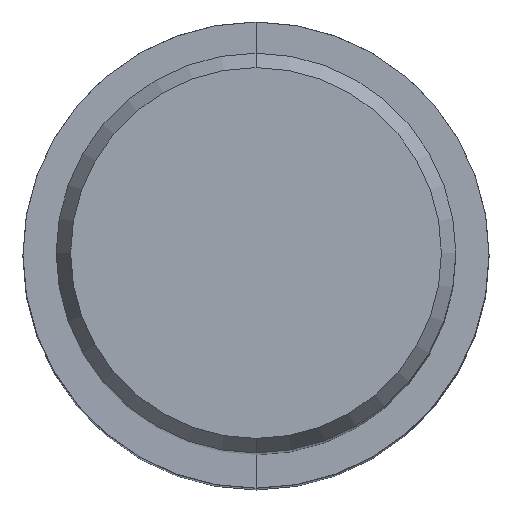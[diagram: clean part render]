
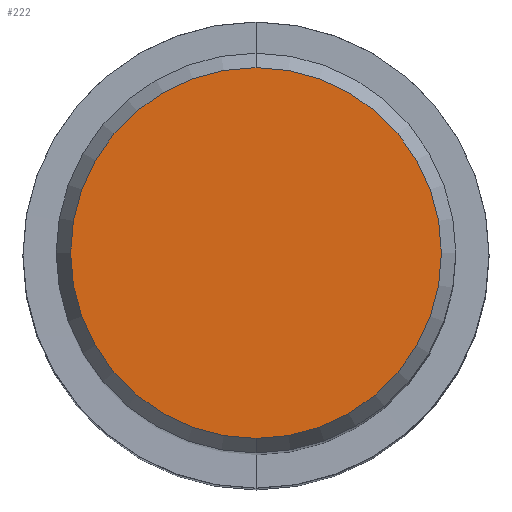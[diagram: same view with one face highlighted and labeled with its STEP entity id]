
A CAD part, top view. The second image highlights one B-rep face of the part: STEP entity #222.
In plain terms, the highlighted planar face has unit normal (0, 0, 1).
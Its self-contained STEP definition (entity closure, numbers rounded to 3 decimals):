
#120=EDGE_CURVE('',#124,#214,#297,.T.);
#124=VERTEX_POINT('',#302);
#180=EDGE_CURVE('',#214,#124,#368,.T.);
#214=VERTEX_POINT('',#403);
#222=ADVANCED_FACE('',(#411),#412,.T.);
#297=CIRCLE('',#494,8.837);
#302=CARTESIAN_POINT('',(0.,-8.837,0.01));
#368=CIRCLE('',#587,8.837);
#403=CARTESIAN_POINT('',(0.0,8.837,0.01));
#411=FACE_OUTER_BOUND('',#640,.T.);
#412=PLANE('',#641);
#494=AXIS2_PLACEMENT_3D('',#713,#714,#715);
#587=AXIS2_PLACEMENT_3D('',#821,#822,#823);
#640=EDGE_LOOP('',(#850,#851));
#641=AXIS2_PLACEMENT_3D('',#852,#853,#854);
#713=CARTESIAN_POINT('',(0.0,0.0,0.01));
#714=DIRECTION('',(0.0,0.0,-1.0));
#715=DIRECTION('',(0.0,1.0,0.0));
#821=CARTESIAN_POINT('',(0.0,0.0,0.01));
#822=DIRECTION('',(0.0,0.0,-1.0));
#823=DIRECTION('',(0.0,1.0,0.0));
#850=ORIENTED_EDGE('',*,*,#180,.F.);
#851=ORIENTED_EDGE('',*,*,#120,.F.);
#852=CARTESIAN_POINT('',(0.0,4.419,0.01));
#853=DIRECTION('',(-0.0,0.0,1.0));
#854=DIRECTION('',(0.0,-1.0,0.0));
